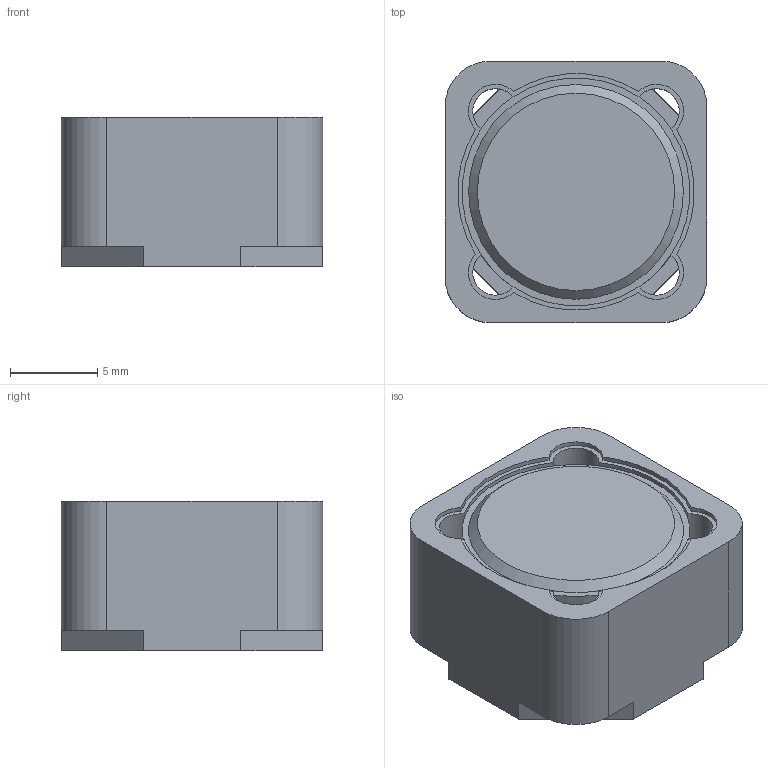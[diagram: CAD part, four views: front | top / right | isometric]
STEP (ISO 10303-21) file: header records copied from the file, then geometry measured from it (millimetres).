
FILE_DESCRIPTION(/* description */ ('model of L_Coilcraft_MSS1514V-XXX'),/* implementation_level */ '2;1');
FILE_NAME(/* name */ 'L_Coilcraft_MSS1514V-XXX.step',/* time_stamp */ '2024-11-07T18:14:54',/* author */ ('KiCAD','kicad'),/* organization */ ('OCCT'),/* preprocessor_version */ '',/* originating_system */ 'KiCAD',/* authorisation */ '');
FILE_SCHEMA(('AUTOMOTIVE_DESIGN { 1 0 10303 214 1 1 1 1 }'));
Length unit declared in the file: millimetre
Products named in the file (1): L_Coilcraft_MSS1514V-XXX
Bounding box: 15 x 15 x 8.6 mm (x, y, z)
Volume: 1741.9 mm3; surface area: 1125.3 mm2
Topology: 1 solids, 1 shells, 48 faces, 139 edges, 90 vertices
Faces by surface type: cylinder 24, plane 23, cone 1
Entity records: 2057 total; most frequent: DIRECTION 294, CARTESIAN_POINT 279, ORIENTED_EDGE 278, EDGE_CURVE 139, AXIS2_PLACEMENT_3D 107, VERTEX_POINT 90, LINE 80, VECTOR 80
